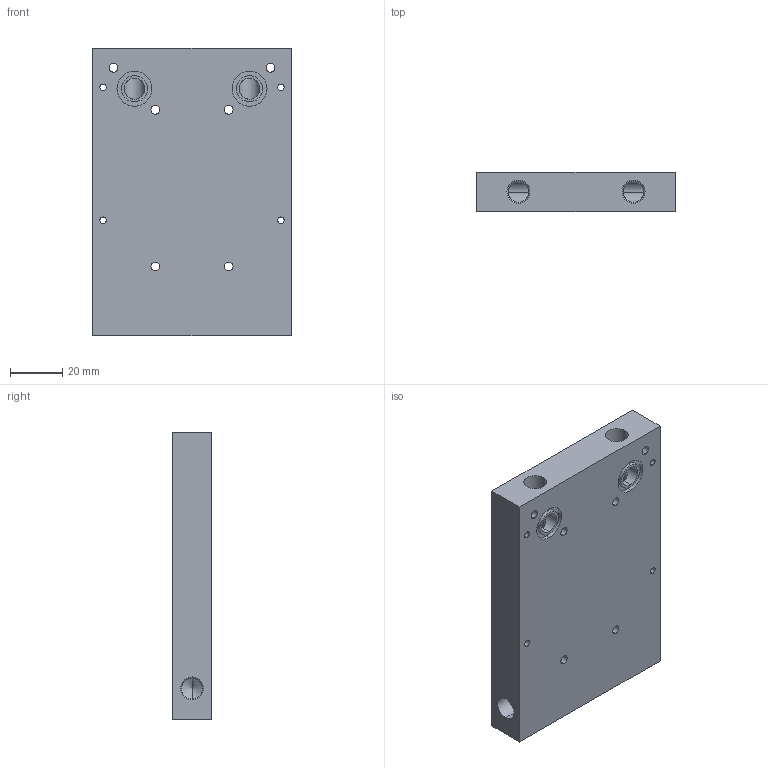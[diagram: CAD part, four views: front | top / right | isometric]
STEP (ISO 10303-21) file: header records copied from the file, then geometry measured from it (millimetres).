
FILE_DESCRIPTION (( 'STEP AP214' ), '1' );
FILE_NAME ('ME0629-BAE DIODE GAIN MODULE.STEP', '2022-09-07T15:00:22', ( '' ), ( '' ), 'SwSTEP 2.0', 'SolidWorks 2019', '' );
FILE_SCHEMA (( 'AUTOMOTIVE_DESIGN' ));
Length unit declared in the file: millimetre
Products named in the file (1): ME0629-BAE DIODE GAIN MODULE
Bounding box: 76 x 15 x 110 mm (x, y, z)
Volume: 109969 mm3; surface area: 30339.7 mm2
Topology: 1 solids, 1 shells, 82 faces, 203 edges, 128 vertices
Faces by surface type: cylinder 58, plane 16, cone 8
Entity records: 2689 total; most frequent: CARTESIAN_POINT 460, DIRECTION 455, ORIENTED_EDGE 402, EDGE_CURVE 201, AXIS2_PLACEMENT_3D 187, VERTEX_POINT 128, EDGE_LOOP 117, CIRCLE 104
